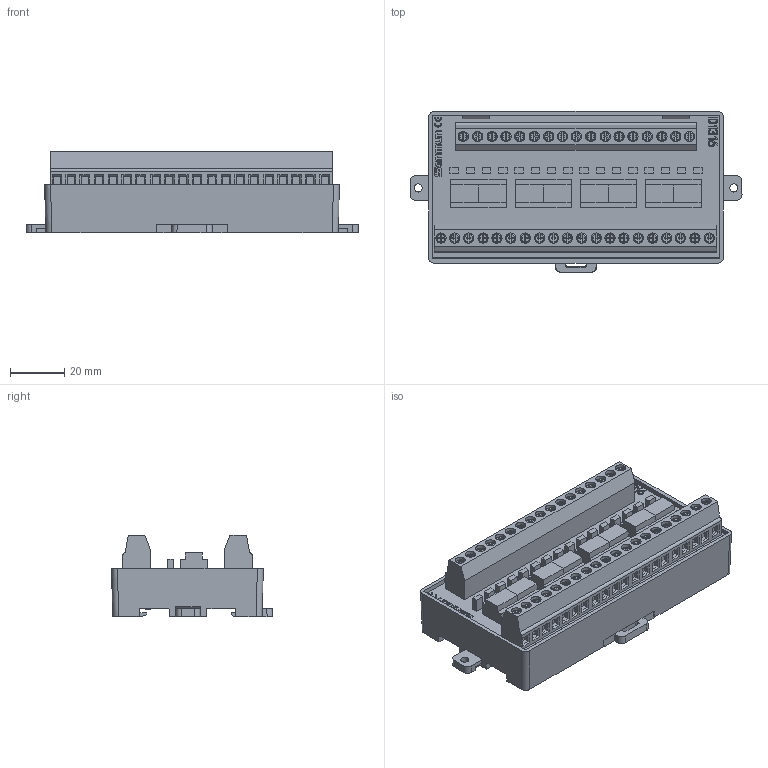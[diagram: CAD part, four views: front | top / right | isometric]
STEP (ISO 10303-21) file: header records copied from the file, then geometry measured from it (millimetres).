
FILE_DESCRIPTION(/* description */ (''),/* implementation_level */ '2;1');
FILE_NAME(/* name */ '23.stp',/* time_stamp */ '2024-08-16T11:12:56+08:00',/* author */ (''),/* organization */ (''),/* preprocessor_version */ 'ST-DEVELOPER v14',/* originating_system */ 'SIEMENS PLM Software NX 8.0',/* authorisation */ '');
FILE_SCHEMA (('AUTOMOTIVE_DESIGN { 1 0 10303 214 3 1 1 1 }'));
Length unit declared in the file: millimetre
Products named in the file (1): Admi3260DBFCabna
Bounding box: 122.63 x 59.51 x 30.25 mm (x, y, z)
Volume: 118477.7 mm3; surface area: 31283.7 mm2
Topology: 3 solids, 3 shells, 1750 faces, 4289 edges, 2704 vertices
Faces by surface type: plane 1429, cylinder 229, torus 74, extrusion 12, cone 4, bspline 2
Full cylindrical faces by diameter (mm): 3 x2, 3.8 x37
Entity records: 54319 total; most frequent: CARTESIAN_POINT 11948, ORIENTED_EDGE 8498, DIRECTION 8007, EDGE_CURVE 4249, VECTOR 3461, LINE 3449, VERTEX_POINT 2704, AXIS2_PLACEMENT_3D 2273
